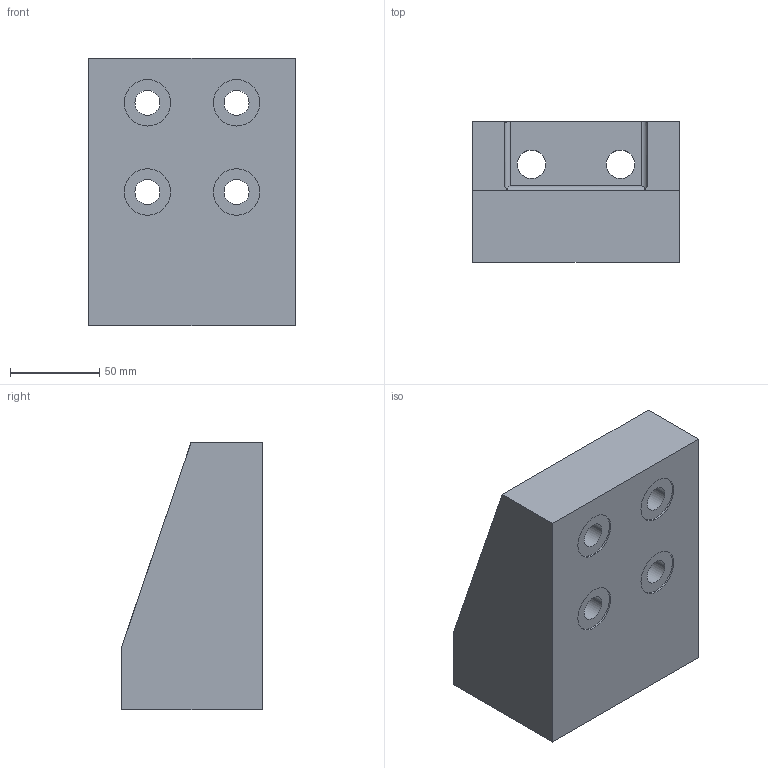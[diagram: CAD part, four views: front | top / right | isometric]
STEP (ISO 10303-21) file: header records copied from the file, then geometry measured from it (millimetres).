
FILE_DESCRIPTION(('STEP AP214'),'1');
FILE_NAME(' ',' ',('TraceParts'),('TraceParts S.A.'),'XStep 1.0',' ',' ');
FILE_SCHEMA(('automotive_design'));
Length unit declared in the file: millimetre
Products named in the file (1): 1
Bounding box: 116 x 79 x 150 mm (x, y, z)
Volume: 892740.9 mm3; surface area: 87393 mm2
Topology: 1 solids, 1 shells, 607 faces, 1289 edges, 690 vertices
Faces by surface type: torus 224, cone 224, cylinder 141, plane 18
Entity records: 30976 total; most frequent: DIRECTION 3403, STYLED_ITEM 2587, PRESENTATION_STYLE_ASSIGNMENT 2587, CARTESIAN_POINT 2587, COLOUR_RGB 2587, ORIENTED_EDGE 2578, AXIS2_PLACEMENT_3D 1506, EDGE_CURVE 1289
